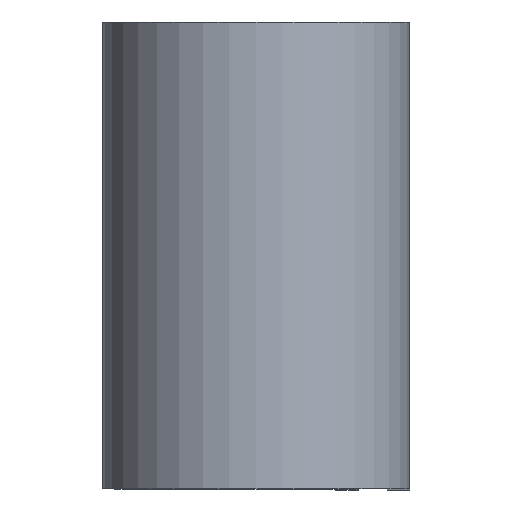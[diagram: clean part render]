
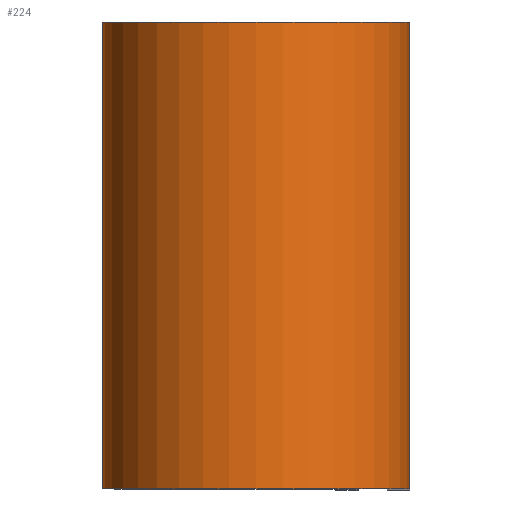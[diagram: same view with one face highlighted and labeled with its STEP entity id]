
A CAD part, top view. The second image highlights one B-rep face of the part: STEP entity #224.
In plain terms, the highlighted cylindrical face has radius 8.357 mm (diameter 16.713 mm), a partial arc.
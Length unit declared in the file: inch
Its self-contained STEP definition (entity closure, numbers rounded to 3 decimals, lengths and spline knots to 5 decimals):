
#26 = EDGE_CURVE ( 'NONE', #125, #662, #53, .T. ) ;
#53 = LINE ( 'NONE', #198, #112 ) ;
#81 = CARTESIAN_POINT ( 'NONE',  ( 0., 0.5, 0. ) ) ;
#104 = AXIS2_PLACEMENT_3D ( 'NONE', #420, #366, #369 ) ;
#112 = VECTOR ( 'NONE', #734, 39.37008 ) ;
#125 = VERTEX_POINT ( 'NONE', #421 ) ;
#134 = DIRECTION ( 'NONE',  ( 0., -1., 0. ) ) ;
#136 = CARTESIAN_POINT ( 'NONE',  ( 0.329, 0.5, 0. ) ) ;
#140 = CARTESIAN_POINT ( 'NONE',  ( 0., -0.5, 0. ) ) ;
#190 = CIRCLE ( 'NONE', #104, 0.329 ) ;
#191 = ORIENTED_EDGE ( 'NONE', *, *, #26, .T. ) ;
#198 = CARTESIAN_POINT ( 'NONE',  ( 0., 0.5, -0.329 ) ) ;
#200 = LINE ( 'NONE', #375, #399 ) ;
#212 = DIRECTION ( 'NONE',  ( 0., 1., 0. ) ) ;
#214 = ORIENTED_EDGE ( 'NONE', *, *, #681, .T. ) ;
#219 = DIRECTION ( 'NONE',  ( 1., 0., 0. ) ) ;
#224 = ADVANCED_FACE ( 'NONE', ( #569 ), #317, .T. ) ;
#317 = CYLINDRICAL_SURFACE ( 'NONE', #355, 0.329 ) ;
#355 = AXIS2_PLACEMENT_3D ( 'NONE', #81, #566, #639 ) ;
#366 = DIRECTION ( 'NONE',  ( 0., 1., 0. ) ) ;
#369 = DIRECTION ( 'NONE',  ( 1., 0., 0. ) ) ;
#375 = CARTESIAN_POINT ( 'NONE',  ( 0.329, 0.5, 0. ) ) ;
#399 = VECTOR ( 'NONE', #134, 39.37008 ) ;
#419 = CARTESIAN_POINT ( 'NONE',  ( 0., -0.5, -0.329 ) ) ;
#420 = CARTESIAN_POINT ( 'NONE',  ( 0., 0.5, 0. ) ) ;
#421 = CARTESIAN_POINT ( 'NONE',  ( 0., 0.5, -0.329 ) ) ;
#482 = EDGE_LOOP ( 'NONE', ( #214, #716, #708, #191 ) ) ;
#504 = CARTESIAN_POINT ( 'NONE',  ( 0.329, -0.5, 0. ) ) ;
#530 = EDGE_CURVE ( 'NONE', #125, #650, #190, .T. ) ;
#537 = CIRCLE ( 'NONE', #731, 0.329 ) ;
#566 = DIRECTION ( 'NONE',  ( 0., -1., 0. ) ) ;
#569 = FACE_OUTER_BOUND ( 'NONE', #482, .T. ) ;
#589 = VERTEX_POINT ( 'NONE', #504 ) ;
#639 = DIRECTION ( 'NONE',  ( 0., 0., -1. ) ) ;
#650 = VERTEX_POINT ( 'NONE', #136 ) ;
#662 = VERTEX_POINT ( 'NONE', #419 ) ;
#681 = EDGE_CURVE ( 'NONE', #662, #589, #537, .T. ) ;
#705 = EDGE_CURVE ( 'NONE', #650, #589, #200, .T. ) ;
#708 = ORIENTED_EDGE ( 'NONE', *, *, #530, .F. ) ;
#716 = ORIENTED_EDGE ( 'NONE', *, *, #705, .F. ) ;
#731 = AXIS2_PLACEMENT_3D ( 'NONE', #140, #212, #219 ) ;
#734 = DIRECTION ( 'NONE',  ( 0., -1., 0. ) ) ;
